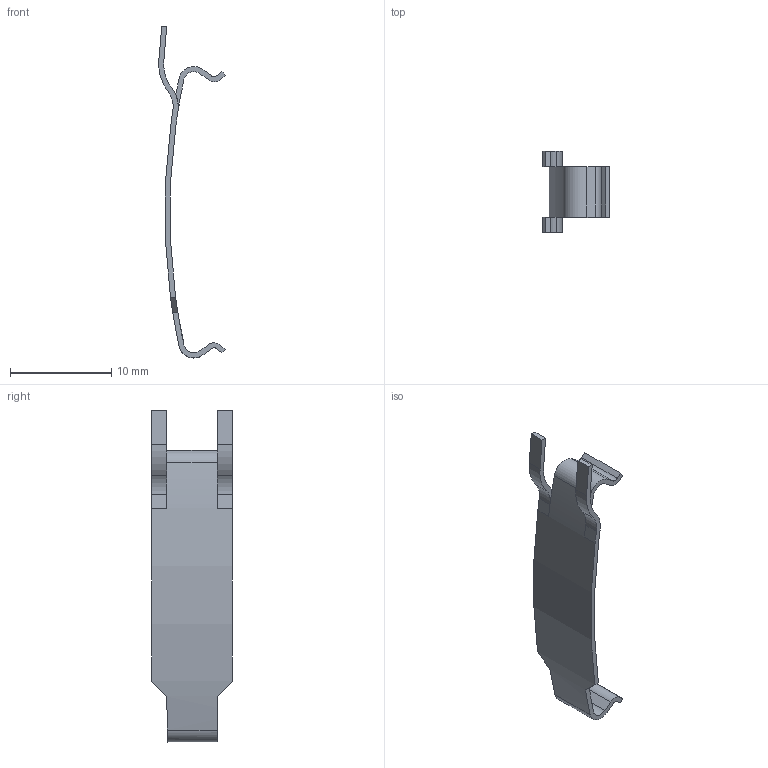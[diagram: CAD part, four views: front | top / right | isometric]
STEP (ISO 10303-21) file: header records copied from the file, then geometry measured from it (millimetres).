
FILE_DESCRIPTION((''),'2;1');
FILE_NAME('C61035-A0044-C200_CLAMP_RM14','2019-01-03T',('ea4695'),(''),'PRO/ENGINEER BY PARAMETRIC TECHNOLOGY CORPORATION, 2014000','PRO/ENGINEER BY PARAMETRIC TECHNOLOGY CORPORATION, 2014000','');
FILE_SCHEMA(('CONFIG_CONTROL_DESIGN'));
Length unit declared in the file: millimetre
Products named in the file (1): C61035-A0044-C200_CLAMP_RM14
Bounding box: 6.57 x 8 x 32.8 mm (x, y, z)
Volume: 133.5 mm3; surface area: 593 mm2
Topology: 1 solids, 1 shells, 52 faces, 140 edges, 90 vertices
Faces by surface type: plane 34, cylinder 18
Entity records: 1715 total; most frequent: CARTESIAN_POINT 349, DIRECTION 280, ORIENTED_EDGE 280, EDGE_CURVE 140, AXIS2_PLACEMENT_3D 98, VERTEX_POINT 90, VECTOR 84, LINE 84
